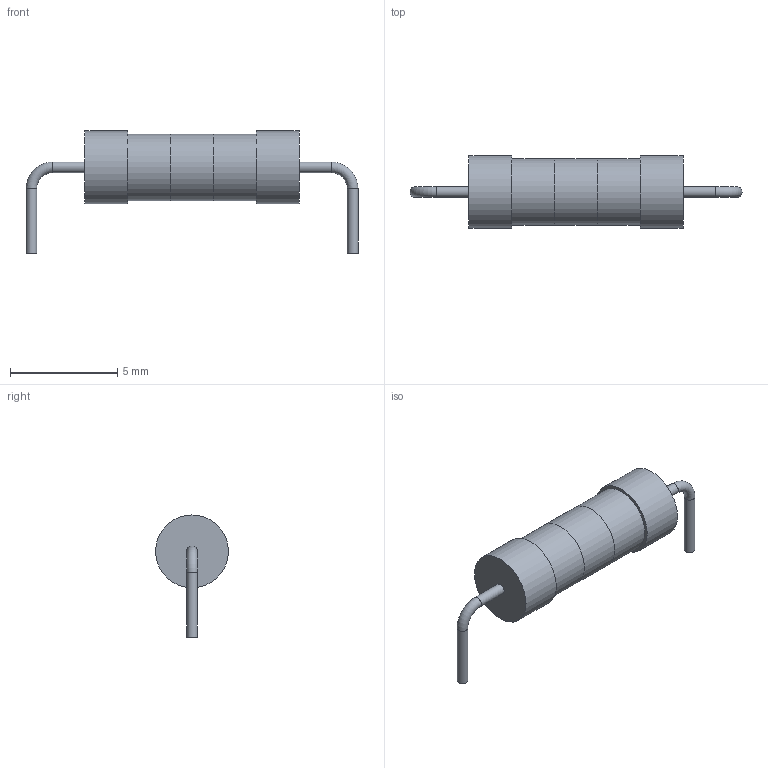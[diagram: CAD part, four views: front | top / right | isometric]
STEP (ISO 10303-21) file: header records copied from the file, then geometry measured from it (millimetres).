
FILE_DESCRIPTION(/* description */ (''),/* implementation_level */ '2;1');
FILE_NAME(/* name */ '250V 3A Fuse 10x3.4mm.step',/* time_stamp */ '2024-10-27T09:28:57+06:00',/* author */ (''),/* organization */ (''),/* preprocessor_version */ 'ST-DEVELOPER v20',/* originating_system */ 'Autodesk Translation Framework v13.20.0.188',/* authorisation */ '');
FILE_SCHEMA (('AUTOMOTIVE_DESIGN { 1 0 10303 214 3 1 1 }'));
Length unit declared in the file: millimetre
Products named in the file (1): 250V 3A Fuse 10x3.4mm
Bounding box: 15.5 x 3.4 x 5.7 mm (x, y, z)
Volume: 84 mm3; surface area: 172.4 mm2
Topology: 5 solids, 5 shells, 23 faces, 31 edges, 20 vertices
Faces by surface type: plane 12, cylinder 9, torus 2
Full cylindrical faces by diameter (mm): 0.5 x4, 3.1 x3, 3.4 x2
Entity records: 541 total; most frequent: DIRECTION 101, CARTESIAN_POINT 75, ORIENTED_EDGE 62, AXIS2_PLACEMENT_3D 46, EDGE_CURVE 31, EDGE_LOOP 25, FACE_OUTER_BOUND 23, ADVANCED_FACE 23
